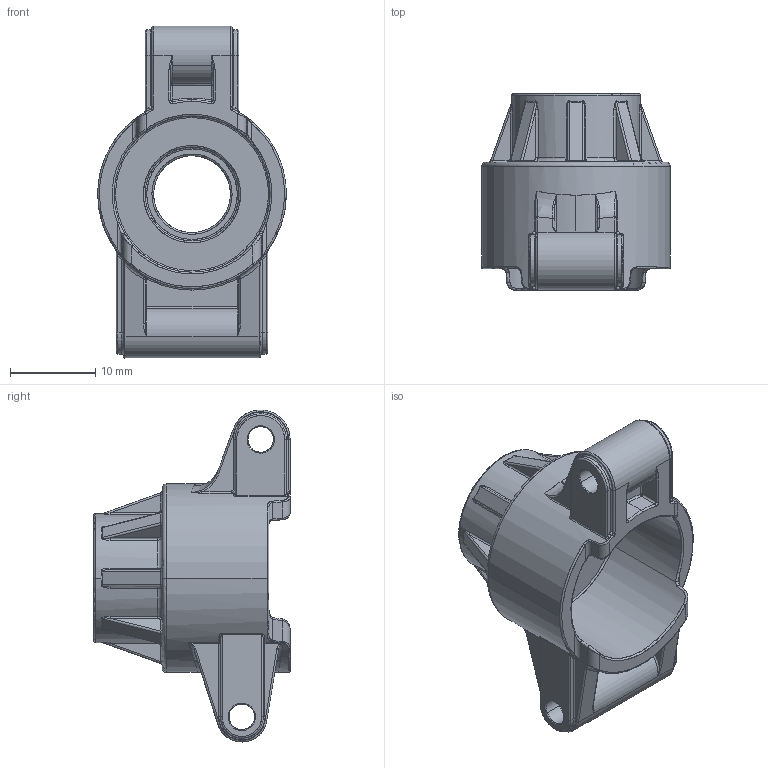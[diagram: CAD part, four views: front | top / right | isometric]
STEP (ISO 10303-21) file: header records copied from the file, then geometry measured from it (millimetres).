
FILE_DESCRIPTION(/* description */ ('CAx-IF Rec.Pracs.---Representation and Presentation of Product Manufacturing Information (PMI)---4.0---2014-10-13','CAx-IF Rec.Pracs.---3D Tessellated Geometry---0.4---2014-09-14','2;1'),/* implementation_level */ '2;1');
FILE_NAME(/* name */ 'Fusee arriere A6 51318',/* time_stamp */ '2024-09-28T20:10:25+02:00',/* author */ (''),/* organization */ (''),/* preprocessor_version */ 'ST-DEVELOPER v16.7',/* originating_system */ 'SIEMENS PLM Software NX 1867',/* authorisation */ $);
FILE_SCHEMA (('AP242_MANAGED_MODEL_BASED_3D_ENGINEERING_MIM_LF { 1 0 10303 442 1 1 4 }'));
Length unit declared in the file: millimetre
Products named in the file (1): Fusee arriere A6 51318
Bounding box: 22.1 x 23 x 38.9 mm (x, y, z)
Surface area: 4198.7 mm2 (no closed solid volume)
Topology: 0 solids, 502 shells, 502 faces, 2292 edges, 2232 vertices
Faces by surface type: cylinder 162, bspline 138, torus 85, plane 71, sphere 46
Entity records: 36143 total; most frequent: CARTESIAN_POINT 17757, VERTEX_POINT 2228, ORIENTED_EDGE 2224, EDGE_CURVE 2224, DIRECTION 1787, B_SPLINE_CURVE_WITH_KNOTS 1526, AXIS2_PLACEMENT_3D 724, FACE_BOUND 511
